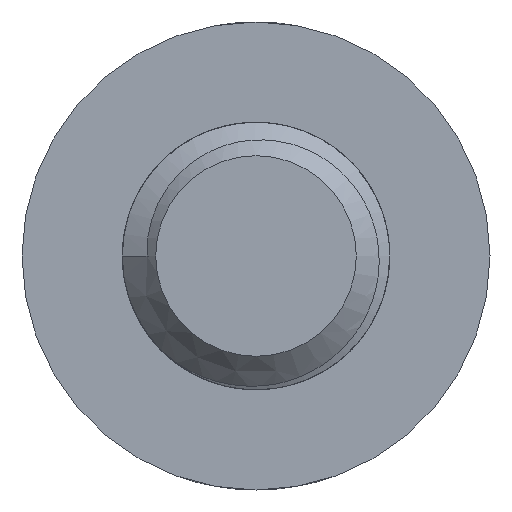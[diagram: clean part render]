
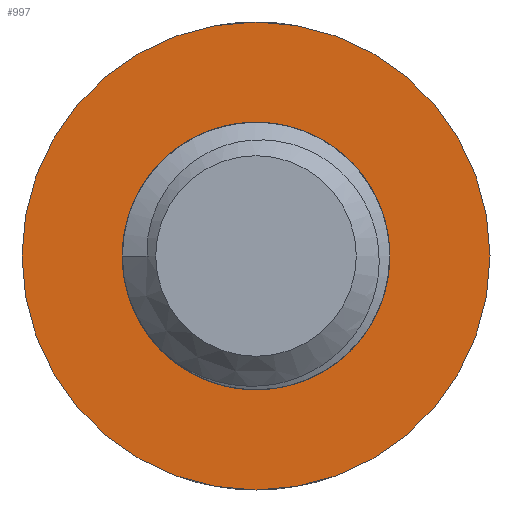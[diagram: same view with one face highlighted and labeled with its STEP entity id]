
A CAD part, left-side view. The second image highlights one B-rep face of the part: STEP entity #997.
In plain terms, the highlighted face is planar.
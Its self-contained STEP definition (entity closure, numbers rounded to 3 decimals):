
#23=PLANE('',#1085);
#35=FACE_BOUND('',#195,.T.);
#77=CIRCLE('',#1049,3.);
#78=CIRCLE('',#1052,3.);
#81=CIRCLE('',#1071,5.25);
#90=CIRCLE('',#1086,3.);
#132=FACE_OUTER_BOUND('',#194,.T.);
#194=EDGE_LOOP('',(#779));
#195=EDGE_LOOP('',(#780,#781,#782));
#410=VERTEX_POINT('',#1947);
#411=VERTEX_POINT('',#1949);
#418=VERTEX_POINT('',#2011);
#450=VERTEX_POINT('',#3115);
#521=EDGE_CURVE('',#410,#411,#77,.T.);
#529=EDGE_CURVE('',#411,#418,#78,.T.);
#577=EDGE_CURVE('',#450,#450,#81,.T.);
#591=EDGE_CURVE('',#418,#410,#90,.T.);
#779=ORIENTED_EDGE('',*,*,#577,.F.);
#780=ORIENTED_EDGE('',*,*,#529,.F.);
#781=ORIENTED_EDGE('',*,*,#521,.F.);
#782=ORIENTED_EDGE('',*,*,#591,.F.);
#997=ADVANCED_FACE('',(#132,#35),#23,.F.);
#1049=AXIS2_PLACEMENT_3D('',#1950,#1163,#1164);
#1052=AXIS2_PLACEMENT_3D('',#2012,#1172,#1173);
#1071=AXIS2_PLACEMENT_3D('',#3117,#1225,#1226);
#1085=AXIS2_PLACEMENT_3D('',#3220,#1255,#1256);
#1086=AXIS2_PLACEMENT_3D('',#3221,#1257,#1258);
#1163=DIRECTION('center_axis',(0.,0.,-1.));
#1164=DIRECTION('ref_axis',(1.,0.,0.));
#1172=DIRECTION('center_axis',(0.,0.,-1.));
#1173=DIRECTION('ref_axis',(1.,0.,0.));
#1225=DIRECTION('center_axis',(0.,0.,1.));
#1226=DIRECTION('ref_axis',(1.,0.,0.));
#1255=DIRECTION('center_axis',(0.,0.,1.));
#1256=DIRECTION('ref_axis',(1.,0.,0.));
#1257=DIRECTION('center_axis',(0.,0.,-1.));
#1258=DIRECTION('ref_axis',(1.,0.,0.));
#1947=CARTESIAN_POINT('',(0.,-3.,-3.3));
#1949=CARTESIAN_POINT('',(-3.,0.,-3.3));
#1950=CARTESIAN_POINT('Origin',(0.,0.,-3.3));
#2011=CARTESIAN_POINT('',(-2.121,2.121,-3.3));
#2012=CARTESIAN_POINT('Origin',(0.,0.,-3.3));
#3115=CARTESIAN_POINT('',(-5.25,0.,-3.3));
#3117=CARTESIAN_POINT('Origin',(0.,0.,-3.3));
#3220=CARTESIAN_POINT('Origin',(0.,-5.25,-3.3));
#3221=CARTESIAN_POINT('Origin',(0.,0.,-3.3));
